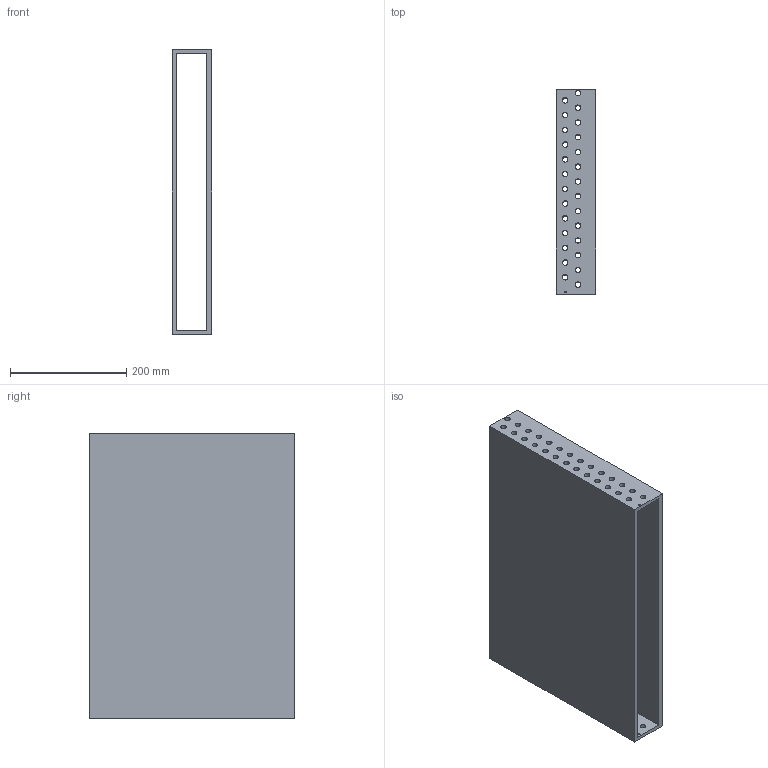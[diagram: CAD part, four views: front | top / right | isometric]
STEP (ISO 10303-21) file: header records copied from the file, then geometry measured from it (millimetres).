
FILE_DESCRIPTION(('produced by SPATIAL CORP'),'2;1');
FILE_NAME( 'condenser.prt.hh.sat.stp', '2002-04-19T13:36:18+00:00',('SPATIAL CORP'),('SPATIAL CORP'), 'ACIS STEP Husk','http://www.spatial.com','SPATIAL CORP');
FILE_SCHEMA(('CONFIG_CONTROL_DESIGN'));
Length unit declared in the file: millimetre
Products named in the file (1): PRODUCT_ID_1
Bounding box: 67.77 x 353.06 x 490.22 mm (x, y, z)
Volume: 2848683.9 mm3; surface area: 787218.8 mm2
Topology: 1 solids, 1 shells, 122 faces, 360 edges, 240 vertices
Faces by surface type: cylinder 112, plane 10
Entity records: 4521 total; most frequent: DIRECTION 828, CARTESIAN_POINT 722, ORIENTED_EDGE 720, EDGE_CURVE 360, AXIS2_PLACEMENT_3D 346, VERTEX_POINT 240, EDGE_LOOP 236, FACE_BOUND 236
